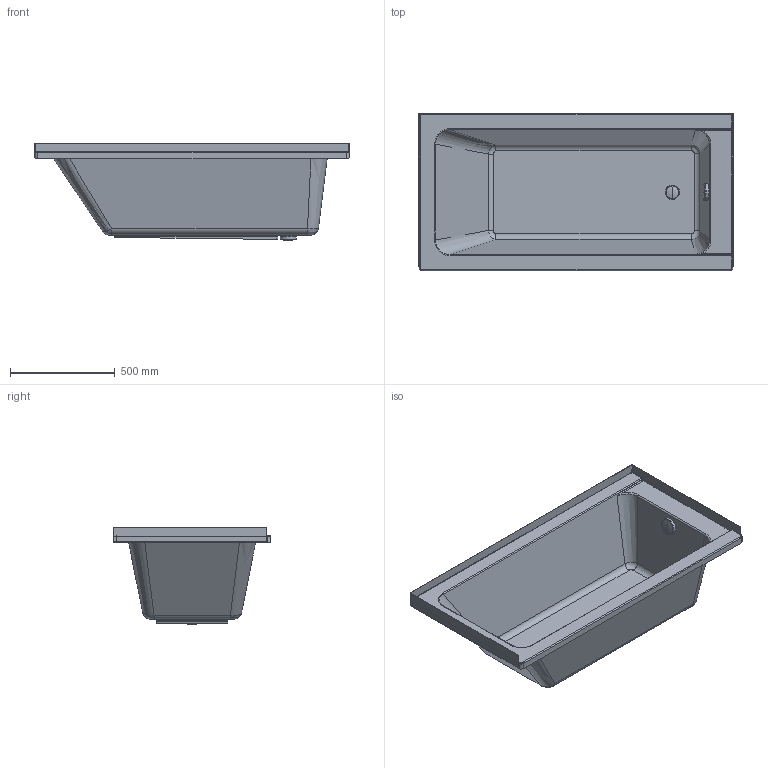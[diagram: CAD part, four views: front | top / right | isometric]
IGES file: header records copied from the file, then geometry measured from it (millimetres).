
Global section: file name: No Iges File Name specified; native system: Autodesk Inventor 2011; preprocessor: AutoDesk Inventor Iges Exporter R2011; author: Administrator; date: 20150521.114317; units: millimetre
Bounding box: 1502.54 x 751.27 x 467.19 mm (x, y, z)
Volume: 27157292.1 mm3; surface area: 4904684.2 mm2
Topology: 5 solids, 6 shells, 196 faces, 478 edges, 292 vertices
Faces by surface type: plane 57, cylinder 44, bspline 42, revolution 31, torus 18, sphere 2, cone 2
